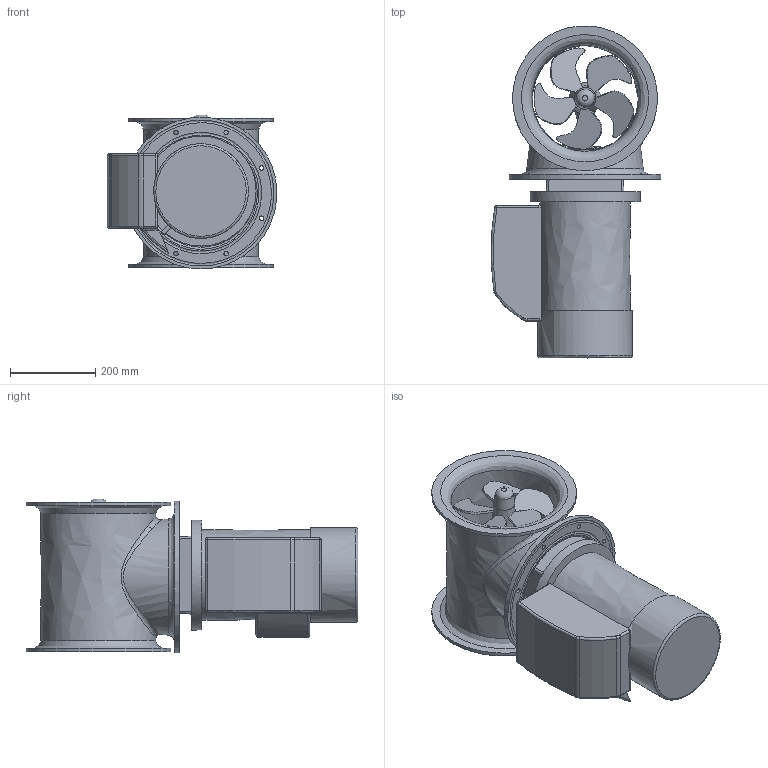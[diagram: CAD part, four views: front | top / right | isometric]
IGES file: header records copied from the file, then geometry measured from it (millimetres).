
Global section: file name: SE210 250mm STERN; native system: Autodesk Inventor 2015; preprocessor: unknown; author: Elvira H.; date: 20151203.092531; units: millimetre
Bounding box: 398.05 x 778.27 x 361 mm (x, y, z)
Volume: 28848537.9 mm3; surface area: 1702820.3 mm2
Topology: 2 solids, 2 shells, 250 faces, 642 edges, 415 vertices
Faces by surface type: bspline 250
